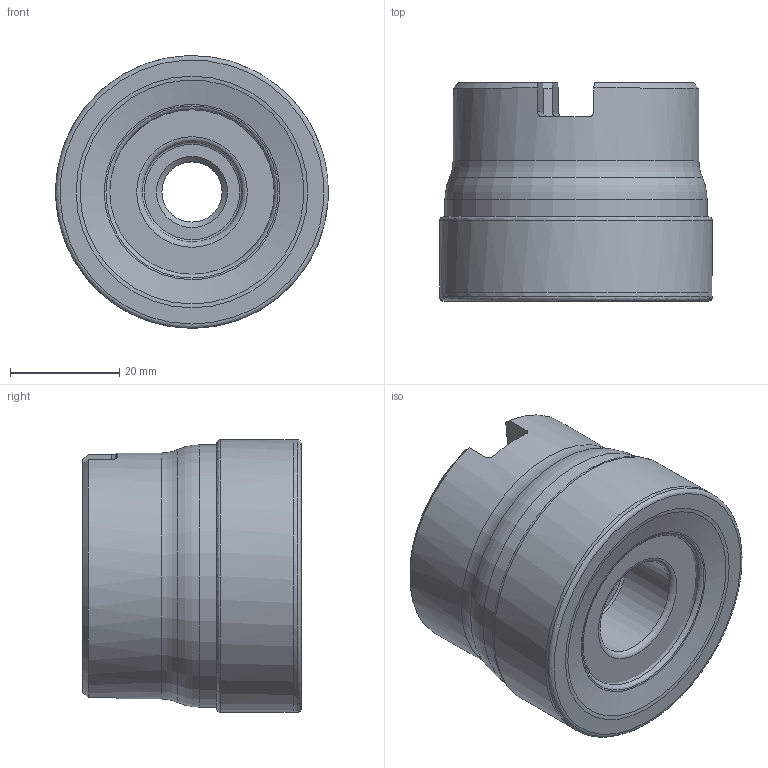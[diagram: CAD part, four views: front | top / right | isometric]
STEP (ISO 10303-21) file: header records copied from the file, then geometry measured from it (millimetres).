
FILE_DESCRIPTION(/* description */ (''),/* implementation_level */ '2;1');
FILE_NAME(/* name */ '202764161ndi000_00.stp',/* time_stamp */ '2019-12-18T10:39:22+01:00',/* author */ (''),/* organization */ (''),/* preprocessor_version */ 'ST-DEVELOPER v16.7',/* originating_system */ 'SIEMENS PLM Software NX 12.0',/* authorisation */ '');
FILE_SCHEMA (('AUTOMOTIVE_DESIGN { 1 0 10303 214 3 1 1 1 }'));
Length unit declared in the file: millimetre
Products named in the file (1): mp54320489D5pdx4
Bounding box: 49.89 x 39.99 x 49.89 mm (x, y, z)
Volume: 71958 mm3; surface area: 17413.2 mm2
Topology: 2 solids, 2 shells, 54 faces, 130 edges, 81 vertices
Faces by surface type: revolution 13, plane 13, cone 11, cylinder 10, torus 7
Full cylindrical faces by diameter (mm): 11 x1, 18.25 x1, 22 x1, 23 x1, 45 x1, 47.998 x1
Entity records: 1689 total; most frequent: CARTESIAN_POINT 594, DIRECTION 209, ORIENTED_EDGE 170, EDGE_LOOP 92, AXIS2_PLACEMENT_3D 88, EDGE_CURVE 85, FACE_BOUND 76, VERTEX_POINT 69
